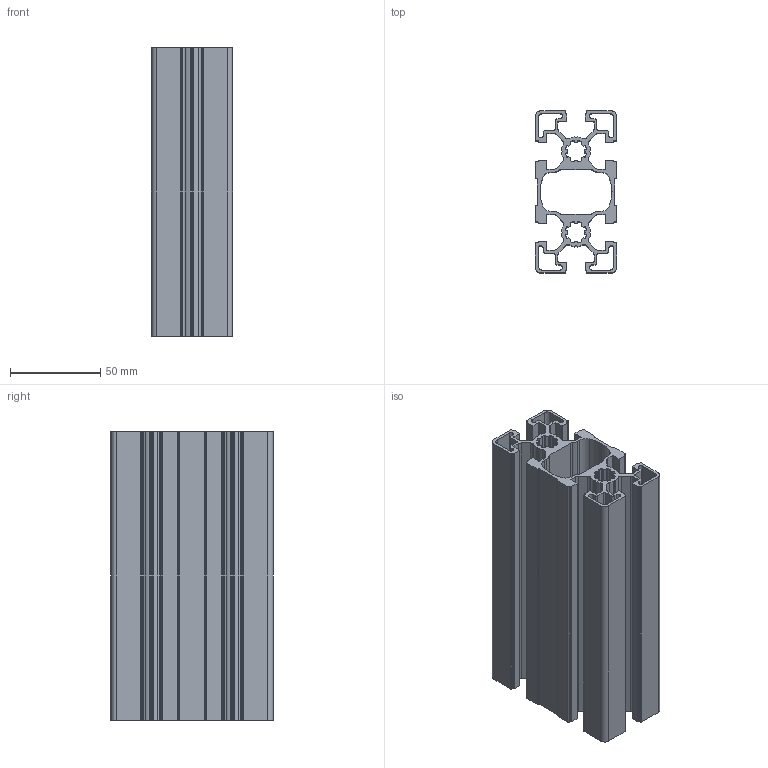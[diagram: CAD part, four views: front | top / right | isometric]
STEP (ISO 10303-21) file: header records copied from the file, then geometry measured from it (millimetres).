
FILE_DESCRIPTION (( 'STEP AP214' ), '1' );
FILE_NAME ('AL-PL-4590-A.STEP', '2022-04-13T12:07:51', ( '' ), ( '' ), 'SwSTEP 2.0', 'SolidWorks 2021', '' );
FILE_SCHEMA (( 'AUTOMOTIVE_DESIGN' ));
Length unit declared in the file: millimetre
Products named in the file (1): AL-PL-4590-A
Bounding box: 45 x 90 x 160 mm (x, y, z)
Volume: 180626.4 mm3; surface area: 153107.9 mm2
Topology: 1 solids, 1 shells, 421 faces, 1257 edges, 838 vertices
Faces by surface type: cylinder 255, plane 166
Entity records: 14423 total; most frequent: DIRECTION 2611, CARTESIAN_POINT 2517, ORIENTED_EDGE 2514, EDGE_CURVE 1257, AXIS2_PLACEMENT_3D 932, VERTEX_POINT 838, LINE 747, VECTOR 747
